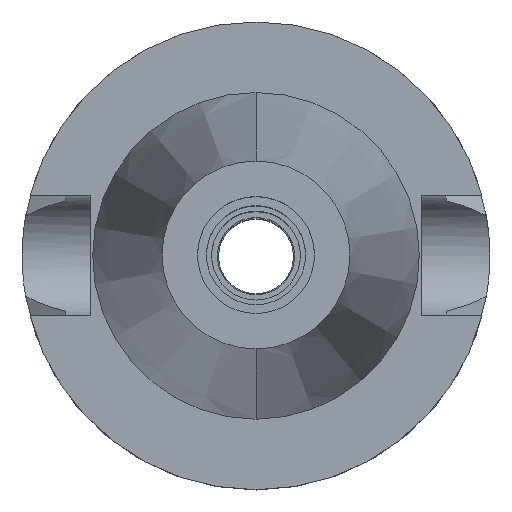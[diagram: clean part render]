
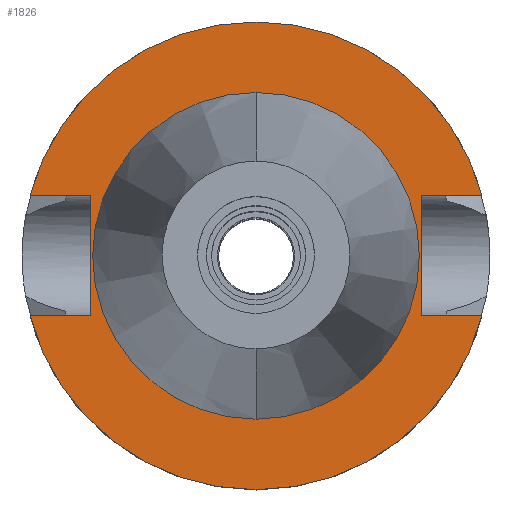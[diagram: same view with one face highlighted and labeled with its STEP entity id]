
A CAD part, top view. The second image highlights one B-rep face of the part: STEP entity #1826.
In plain terms, the highlighted planar face has unit normal (0, 0, 1).
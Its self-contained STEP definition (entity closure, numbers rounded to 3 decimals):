
#662=DIRECTION('',(1.,0.,0.));
#663=VECTOR('',#662,12.921);
#664=CARTESIAN_POINT('',(35.4,12.85,-1.5));
#665=LINE('',#664,#663);
#709=DIRECTION('',(0.,1.,0.));
#710=VECTOR('',#709,25.7);
#711=CARTESIAN_POINT('',(-35.4,-12.85,-1.5));
#712=LINE('',#711,#710);
#716=DIRECTION('',(-1.,0.,0.));
#717=VECTOR('',#716,12.921);
#718=CARTESIAN_POINT('',(-35.4,12.85,-1.5));
#719=LINE('',#718,#717);
#723=CARTESIAN_POINT('',(0.,0.,-1.5));
#724=DIRECTION('',(0.,0.,-1.));
#725=DIRECTION('',(-0.966,0.257,0.));
#726=AXIS2_PLACEMENT_3D('',#723,#724,#725);
#731=CARTESIAN_POINT('',(0.,0.,-1.5));
#732=DIRECTION('',(0.,0.,-1.));
#733=DIRECTION('',(0.,1.,0.));
#734=AXIS2_PLACEMENT_3D('',#731,#732,#733);
#739=DIRECTION('',(0.,-1.,0.));
#740=VECTOR('',#739,25.7);
#741=CARTESIAN_POINT('',(35.4,12.85,-1.5));
#742=LINE('',#741,#740);
#746=DIRECTION('',(1.,0.,0.));
#747=VECTOR('',#746,12.921);
#748=CARTESIAN_POINT('',(35.4,-12.85,-1.5));
#749=LINE('',#748,#747);
#753=CARTESIAN_POINT('',(0.,0.,-1.5));
#754=DIRECTION('',(0.,0.,-1.));
#755=DIRECTION('',(0.966,-0.257,0.));
#756=AXIS2_PLACEMENT_3D('',#753,#754,#755);
#761=CARTESIAN_POINT('',(0.,0.,-1.5));
#762=DIRECTION('',(0.,0.,-1.));
#763=DIRECTION('',(0.,-1.,0.));
#764=AXIS2_PLACEMENT_3D('',#761,#762,#763);
#769=CARTESIAN_POINT('',(0.,0.,-1.5));
#770=DIRECTION('',(0.,0.,1.));
#771=DIRECTION('',(0.,-1.,0.));
#772=AXIS2_PLACEMENT_3D('',#769,#770,#771);
#777=CARTESIAN_POINT('',(0.,0.,-1.5));
#778=DIRECTION('',(0.,0.,1.));
#779=DIRECTION('',(0.,1.,0.));
#780=AXIS2_PLACEMENT_3D('',#777,#778,#779);
#815=DIRECTION('',(-1.,0.,0.));
#816=VECTOR('',#815,12.921);
#817=CARTESIAN_POINT('',(-35.4,-12.85,-1.5));
#818=LINE('',#817,#816);
#1173=CARTESIAN_POINT('',(-35.4,-12.85,-1.5));
#1174=VERTEX_POINT('',#1173);
#1175=CARTESIAN_POINT('',(-48.321,-12.85,-1.5));
#1176=VERTEX_POINT('',#1175);
#1179=CARTESIAN_POINT('',(-35.4,12.85,-1.5));
#1180=VERTEX_POINT('',#1179);
#1181=CARTESIAN_POINT('',(-48.321,12.85,-1.5));
#1182=VERTEX_POINT('',#1181);
#1183=CARTESIAN_POINT('',(0.,50.,-1.5));
#1184=CARTESIAN_POINT('',(48.321,12.85,-1.5));
#1185=VERTEX_POINT('',#1183);
#1186=VERTEX_POINT('',#1184);
#1187=CARTESIAN_POINT('',(35.4,12.85,-1.5));
#1188=VERTEX_POINT('',#1187);
#1189=CARTESIAN_POINT('',(35.4,-12.85,-1.5));
#1190=VERTEX_POINT('',#1189);
#1191=CARTESIAN_POINT('',(48.321,-12.85,-1.5));
#1192=VERTEX_POINT('',#1191);
#1193=CARTESIAN_POINT('',(0.,-50.,-1.5));
#1194=VERTEX_POINT('',#1193);
#1195=CARTESIAN_POINT('',(0.,-34.925,-1.5));
#1196=CARTESIAN_POINT('',(0.,34.925,-1.5));
#1197=VERTEX_POINT('',#1195);
#1198=VERTEX_POINT('',#1196);
#1795=CARTESIAN_POINT('',(0.,0.,-1.5));
#1796=DIRECTION('',(0.,0.,-1.));
#1797=DIRECTION('',(0.,-1.,0.));
#1798=AXIS2_PLACEMENT_3D('',#1795,#1796,#1797);
#1799=PLANE('',#1798);
#1801=ORIENTED_EDGE('',*,*,#1800,.T.);
#1803=ORIENTED_EDGE('',*,*,#1802,.T.);
#1805=ORIENTED_EDGE('',*,*,#1804,.T.);
#1807=ORIENTED_EDGE('',*,*,#1806,.T.);
#1808=ORIENTED_EDGE('',*,*,#1771,.F.);
#1809=ORIENTED_EDGE('',*,*,#1785,.T.);
#1811=ORIENTED_EDGE('',*,*,#1810,.T.);
#1813=ORIENTED_EDGE('',*,*,#1812,.T.);
#1815=ORIENTED_EDGE('',*,*,#1814,.T.);
#1817=ORIENTED_EDGE('',*,*,#1816,.F.);
#1818=EDGE_LOOP('',(#1801,#1803,#1805,#1807,#1808,#1809,#1811,#1813,#1815,
#1817));
#1819=FACE_OUTER_BOUND('',#1818,.F.);
#1821=ORIENTED_EDGE('',*,*,#1820,.T.);
#1823=ORIENTED_EDGE('',*,*,#1822,.T.);
#1824=EDGE_LOOP('',(#1821,#1823));
#1825=FACE_BOUND('',#1824,.F.);
#727=CIRCLE('',#726,50.);
#735=CIRCLE('',#734,50.);
#757=CIRCLE('',#756,50.);
#765=CIRCLE('',#764,50.);
#773=CIRCLE('',#772,34.925);
#781=CIRCLE('',#780,34.925);
#1771=EDGE_CURVE('',#1188,#1186,#665,.T.);
#1785=EDGE_CURVE('',#1188,#1190,#742,.T.);
#1800=EDGE_CURVE('',#1174,#1180,#712,.T.);
#1802=EDGE_CURVE('',#1180,#1182,#719,.T.);
#1804=EDGE_CURVE('',#1182,#1185,#727,.T.);
#1806=EDGE_CURVE('',#1185,#1186,#735,.T.);
#1810=EDGE_CURVE('',#1190,#1192,#749,.T.);
#1812=EDGE_CURVE('',#1192,#1194,#757,.T.);
#1814=EDGE_CURVE('',#1194,#1176,#765,.T.);
#1816=EDGE_CURVE('',#1174,#1176,#818,.T.);
#1820=EDGE_CURVE('',#1197,#1198,#773,.T.);
#1822=EDGE_CURVE('',#1198,#1197,#781,.T.);
#1826=ADVANCED_FACE('',(#1819,#1825),#1799,.F.);
